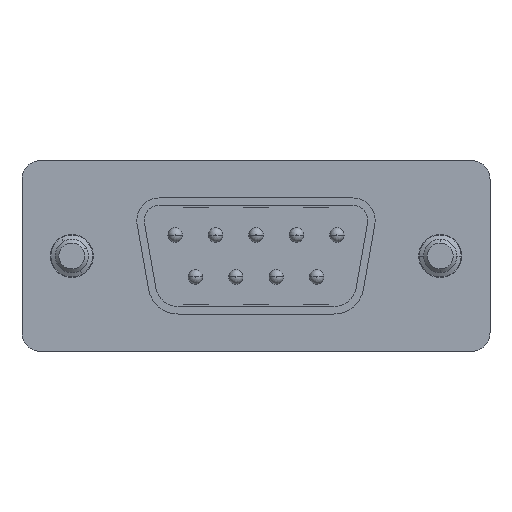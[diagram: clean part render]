
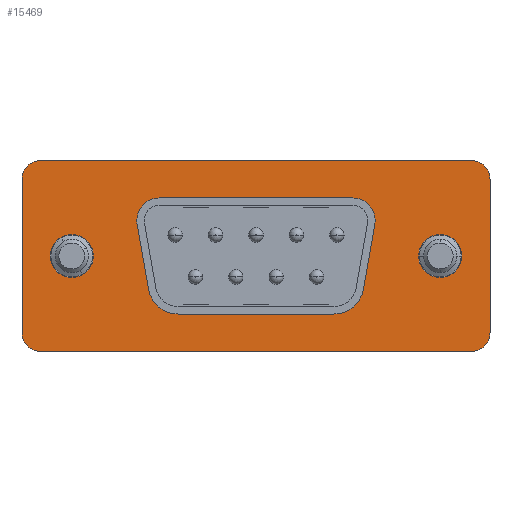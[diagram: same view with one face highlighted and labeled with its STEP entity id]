
A CAD part, front view. The second image highlights one B-rep face of the part: STEP entity #15469.
In plain terms, the highlighted planar face has unit normal (0, -1, 0).
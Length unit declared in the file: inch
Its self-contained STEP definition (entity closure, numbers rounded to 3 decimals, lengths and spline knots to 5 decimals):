
#497 = DIRECTION ( 'NONE',  ( 0., 0., -1. ) ) ;
#848 = EDGE_CURVE ( 'NONE', #26146, #18954, #13077, .T. ) ;
#945 = AXIS2_PLACEMENT_3D ( 'NONE', #26344, #2929, #5517 ) ;
#1442 = AXIS2_PLACEMENT_3D ( 'NONE', #3451, #26859, #22918 ) ;
#1949 = ORIENTED_EDGE ( 'NONE', *, *, #848, .T. ) ;
#2573 = AXIS2_PLACEMENT_3D ( 'NONE', #6433, #17357, #22204 ) ;
#2635 = VERTEX_POINT ( 'NONE', #14015 ) ;
#2776 = EDGE_CURVE ( 'NONE', #11135, #7186, #3631, .T. ) ;
#2814 = EDGE_CURVE ( 'NONE', #5936, #2635, #4990, .T. ) ;
#2823 = VERTEX_POINT ( 'NONE', #8341 ) ;
#2929 = DIRECTION ( 'NONE',  ( 0., 1., 0. ) ) ;
#3090 = CARTESIAN_POINT ( 'NONE',  ( -0.575, -0.125, 0.205 ) ) ;
#3350 = CARTESIAN_POINT ( 'NONE',  ( -0.625, -0.125, -0.255 ) ) ;
#3451 = CARTESIAN_POINT ( 'NONE',  ( 0.492, -0.125, 0. ) ) ;
#3631 = CIRCLE ( 'NONE', #5506, 0.0575 ) ;
#3897 = EDGE_CURVE ( 'NONE', #16281, #2635, #19889, .T. ) ;
#3941 = CARTESIAN_POINT ( 'NONE',  ( -0.625, -0.125, -0.255 ) ) ;
#4308 = AXIS2_PLACEMENT_3D ( 'NONE', #3350, #18380, #7300 ) ;
#4865 = EDGE_CURVE ( 'NONE', #5936, #18954, #20769, .T. ) ;
#4990 = CIRCLE ( 'NONE', #6979, 0.05 ) ;
#5240 = ORIENTED_EDGE ( 'NONE', *, *, #27526, .F. ) ;
#5506 = AXIS2_PLACEMENT_3D ( 'NONE', #27163, #14386, #11977 ) ;
#5517 = DIRECTION ( 'NONE',  ( 0., 0., 1. ) ) ;
#5936 = VERTEX_POINT ( 'NONE', #20704 ) ;
#6082 = CARTESIAN_POINT ( 'NONE',  ( 0.625, -0.125, 0.205 ) ) ;
#6164 = EDGE_LOOP ( 'NONE', ( #25237, #7123, #12833, #21775, #5240, #1949, #25018, #16746 ) ) ;
#6167 = VECTOR ( 'NONE', #14860, 39.37008 ) ;
#6433 = CARTESIAN_POINT ( 'NONE',  ( 0.492, -0.125, 0. ) ) ;
#6716 = AXIS2_PLACEMENT_3D ( 'NONE', #3090, #13710, #22306 ) ;
#6859 = CIRCLE ( 'NONE', #945, 0.0575 ) ;
#6979 = AXIS2_PLACEMENT_3D ( 'NONE', #10580, #23450, #27349 ) ;
#7123 = ORIENTED_EDGE ( 'NONE', *, *, #20441, .T. ) ;
#7186 = VERTEX_POINT ( 'NONE', #25358 ) ;
#7300 = DIRECTION ( 'NONE',  ( 0., 0., -1. ) ) ;
#7614 = CARTESIAN_POINT ( 'NONE',  ( -0.575, -0.125, -0.255 ) ) ;
#8077 = DIRECTION ( 'NONE',  ( -1., 0., 0. ) ) ;
#8341 = CARTESIAN_POINT ( 'NONE',  ( 0.492, -0.125, 0.0575 ) ) ;
#8963 = FACE_BOUND ( 'NONE', #22293, .T. ) ;
#9268 = CARTESIAN_POINT ( 'NONE',  ( -0.575, -0.125, 0.255 ) ) ;
#9697 = CARTESIAN_POINT ( 'NONE',  ( 0.625, -0.125, 0.255 ) ) ;
#10152 = AXIS2_PLACEMENT_3D ( 'NONE', #10199, #23531, #12902 ) ;
#10199 = CARTESIAN_POINT ( 'NONE',  ( -0.575, -0.125, -0.205 ) ) ;
#10580 = CARTESIAN_POINT ( 'NONE',  ( 0.575, -0.125, -0.205 ) ) ;
#10695 = ORIENTED_EDGE ( 'NONE', *, *, #26508, .T. ) ;
#11135 = VERTEX_POINT ( 'NONE', #18784 ) ;
#11977 = DIRECTION ( 'NONE',  ( 0., 0., 1. ) ) ;
#12341 = CIRCLE ( 'NONE', #2573, 0.0575 ) ;
#12586 = VERTEX_POINT ( 'NONE', #14916 ) ;
#12833 = ORIENTED_EDGE ( 'NONE', *, *, #17447, .F. ) ;
#12902 = DIRECTION ( 'NONE',  ( 0., 0., -1. ) ) ;
#13077 = CIRCLE ( 'NONE', #10152, 0.05 ) ;
#13518 = VECTOR ( 'NONE', #20080, 39.37008 ) ;
#13710 = DIRECTION ( 'NONE',  ( 0., -1., 0. ) ) ;
#13855 = EDGE_CURVE ( 'NONE', #7186, #11135, #6859, .T. ) ;
#14015 = CARTESIAN_POINT ( 'NONE',  ( 0.625, -0.125, -0.205 ) ) ;
#14312 = EDGE_LOOP ( 'NONE', ( #16958, #27077 ) ) ;
#14386 = DIRECTION ( 'NONE',  ( 0., 1., 0. ) ) ;
#14802 = VERTEX_POINT ( 'NONE', #23213 ) ;
#14860 = DIRECTION ( 'NONE',  ( 1., 0., 0. ) ) ;
#14916 = CARTESIAN_POINT ( 'NONE',  ( 0.575, -0.125, 0.255 ) ) ;
#15294 = CARTESIAN_POINT ( 'NONE',  ( 0.575, -0.125, 0.205 ) ) ;
#15469 = ADVANCED_FACE ( 'NONE', ( #8963, #18644, #22955 ), #16044, .T. ) ;
#16044 = PLANE ( 'NONE',  #4308 ) ;
#16281 = VERTEX_POINT ( 'NONE', #6082 ) ;
#16368 = CIRCLE ( 'NONE', #26954, 0.05 ) ;
#16382 = VERTEX_POINT ( 'NONE', #25588 ) ;
#16746 = ORIENTED_EDGE ( 'NONE', *, *, #2814, .T. ) ;
#16958 = ORIENTED_EDGE ( 'NONE', *, *, #2776, .T. ) ;
#17018 = CARTESIAN_POINT ( 'NONE',  ( -0.625, -0.125, 0.255 ) ) ;
#17176 = VERTEX_POINT ( 'NONE', #9268 ) ;
#17255 = EDGE_CURVE ( 'NONE', #17176, #16382, #20592, .T. ) ;
#17357 = DIRECTION ( 'NONE',  ( 0., 1., 0. ) ) ;
#17447 = EDGE_CURVE ( 'NONE', #17176, #12586, #19907, .T. ) ;
#17860 = LINE ( 'NONE', #19603, #13518 ) ;
#18380 = DIRECTION ( 'NONE',  ( 0., -1., 0. ) ) ;
#18644 = FACE_BOUND ( 'NONE', #14312, .T. ) ;
#18784 = CARTESIAN_POINT ( 'NONE',  ( -0.492, -0.125, 0.0575 ) ) ;
#18954 = VERTEX_POINT ( 'NONE', #7614 ) ;
#19603 = CARTESIAN_POINT ( 'NONE',  ( -0.625, -0.125, 0.255 ) ) ;
#19889 = LINE ( 'NONE', #9697, #23547 ) ;
#19907 = LINE ( 'NONE', #17018, #6167 ) ;
#19954 = CIRCLE ( 'NONE', #1442, 0.0575 ) ;
#20080 = DIRECTION ( 'NONE',  ( 0., 0., 1. ) ) ;
#20441 = EDGE_CURVE ( 'NONE', #16281, #12586, #16368, .T. ) ;
#20592 = CIRCLE ( 'NONE', #6716, 0.05 ) ;
#20704 = CARTESIAN_POINT ( 'NONE',  ( 0.575, -0.125, -0.255 ) ) ;
#20769 = LINE ( 'NONE', #3941, #22743 ) ;
#21135 = EDGE_CURVE ( 'NONE', #2823, #14802, #19954, .T. ) ;
#21775 = ORIENTED_EDGE ( 'NONE', *, *, #17255, .T. ) ;
#22204 = DIRECTION ( 'NONE',  ( 0., 0., 1. ) ) ;
#22293 = EDGE_LOOP ( 'NONE', ( #26637, #10695 ) ) ;
#22306 = DIRECTION ( 'NONE',  ( 0., 0., -1. ) ) ;
#22743 = VECTOR ( 'NONE', #8077, 39.37008 ) ;
#22918 = DIRECTION ( 'NONE',  ( 0., 0., 1. ) ) ;
#22955 = FACE_OUTER_BOUND ( 'NONE', #6164, .T. ) ;
#23213 = CARTESIAN_POINT ( 'NONE',  ( 0.492, -0.125, -0.0575 ) ) ;
#23450 = DIRECTION ( 'NONE',  ( 0., -1., 0. ) ) ;
#23531 = DIRECTION ( 'NONE',  ( 0., -1., 0. ) ) ;
#23547 = VECTOR ( 'NONE', #24592, 39.37008 ) ;
#24592 = DIRECTION ( 'NONE',  ( 0., 0., -1. ) ) ;
#25018 = ORIENTED_EDGE ( 'NONE', *, *, #4865, .F. ) ;
#25237 = ORIENTED_EDGE ( 'NONE', *, *, #3897, .F. ) ;
#25358 = CARTESIAN_POINT ( 'NONE',  ( -0.492, -0.125, -0.0575 ) ) ;
#25588 = CARTESIAN_POINT ( 'NONE',  ( -0.625, -0.125, 0.205 ) ) ;
#25968 = CARTESIAN_POINT ( 'NONE',  ( -0.625, -0.125, -0.205 ) ) ;
#26146 = VERTEX_POINT ( 'NONE', #25968 ) ;
#26298 = DIRECTION ( 'NONE',  ( 0., -1., 0. ) ) ;
#26344 = CARTESIAN_POINT ( 'NONE',  ( -0.492, -0.125, 0. ) ) ;
#26508 = EDGE_CURVE ( 'NONE', #14802, #2823, #12341, .T. ) ;
#26637 = ORIENTED_EDGE ( 'NONE', *, *, #21135, .T. ) ;
#26859 = DIRECTION ( 'NONE',  ( 0., 1., 0. ) ) ;
#26954 = AXIS2_PLACEMENT_3D ( 'NONE', #15294, #26298, #497 ) ;
#27077 = ORIENTED_EDGE ( 'NONE', *, *, #13855, .T. ) ;
#27163 = CARTESIAN_POINT ( 'NONE',  ( -0.492, -0.125, 0. ) ) ;
#27349 = DIRECTION ( 'NONE',  ( 0., 0., -1. ) ) ;
#27526 = EDGE_CURVE ( 'NONE', #26146, #16382, #17860, .T. ) ;
